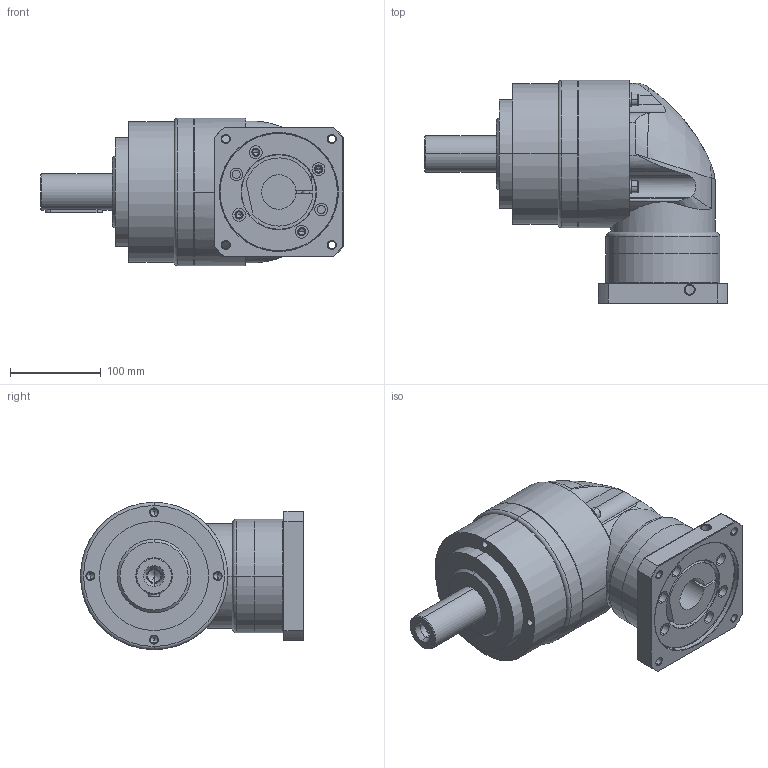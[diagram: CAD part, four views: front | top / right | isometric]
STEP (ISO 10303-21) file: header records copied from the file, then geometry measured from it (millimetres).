
FILE_DESCRIPTION((''),'2;1');
FILE_NAME('AER1551-P0403500401_ASM','2008-09-08T',('d00080'),(''),'PRO/ENGINEER BY PARAMETRIC TECHNOLOGY CORPORATION, 2006170','PRO/ENGINEER BY PARAMETRIC TECHNOLOGY CORPORATION, 2006170','');
FILE_SCHEMA(('CONFIG_CONTROL_DESIGN'));
Length unit declared in the file: millimetre
Products named in the file (8): AE155-1; PD150001; 233100005; 220100815; HOUSING-SET-5_ASM; P1305500001; P0403500401; AER1551-P0403500401_ASM
Assembly tree (13 placements, depth 3):
  AER1551-P0403500401_ASM
    AE155-1
    HOUSING-SET-5_ASM
      PD150001
      233100005  x4
      220100815  x4
    P1305500001
    P0403500401
Bounding box: 333 x 245.5 x 162 mm (x, y, z)
Volume: 4790106.3 mm3; surface area: 364997.3 mm2
Topology: 12 solids, 34 shells, 537 faces, 1245 edges, 763 vertices
Faces by surface type: cylinder 246, plane 152, cone 96, torus 25, bspline 18
Entity records: 13547 total; most frequent: CARTESIAN_POINT 3404, DIRECTION 2276, ORIENTED_EDGE 1862, EDGE_CURVE 975, AXIS2_PLACEMENT_3D 955, VERTEX_POINT 625, EDGE_LOOP 522, CIRCLE 512
